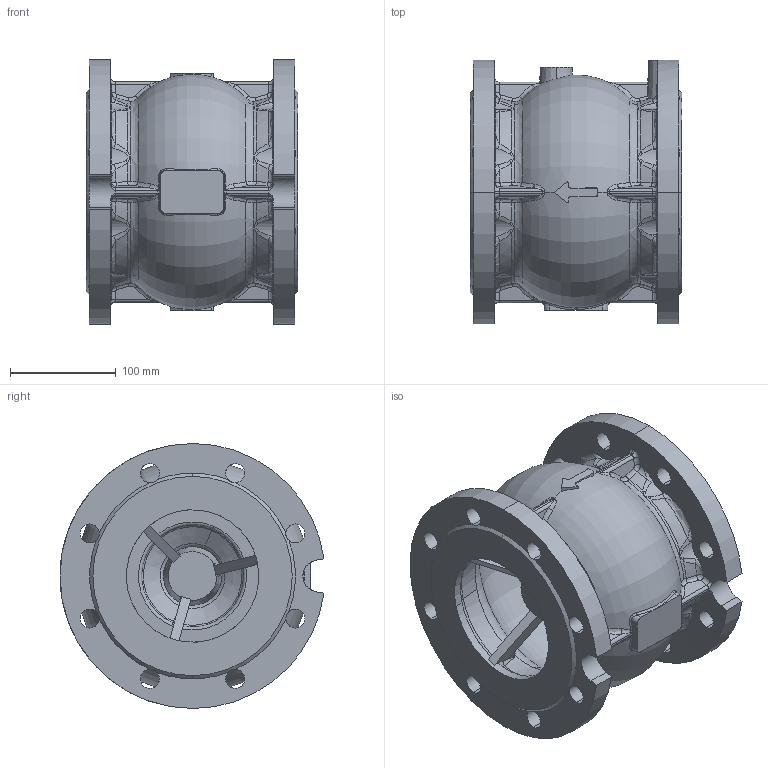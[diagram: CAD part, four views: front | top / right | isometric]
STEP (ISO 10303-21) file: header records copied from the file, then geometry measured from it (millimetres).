
FILE_DESCRIPTION (( 'STEP AP203' ), '1' );
FILE_NAME ('F5.DN125.STEP', '2012-10-26T15:09:52', ( 'luca.saino' ), ( 'Hewlett-Packard Company' ), 'SwSTEP 2.0', 'SolidWorks 2012', '' );
FILE_SCHEMA (( 'CONFIG_CONTROL_DESIGN' ));
Products named in the file (1): F5.DN125
Bounding box: 200 x 248.96 x 250 mm (x, y, z)
Volume: 2766013.5 mm3; surface area: 482815.7 mm2
Topology: 1 solids, 1 shells, 723 faces, 1894 edges, 1127 vertices
Faces by surface type: bspline 275, cylinder 131, torus 109, plane 107, cone 101
Entity records: 45629 total; most frequent: CARTESIAN_POINT 30456, ORIENTED_EDGE 3716, DIRECTION 2501, EDGE_CURVE 1858, VERTEX_POINT 1127, AXIS2_PLACEMENT_3D 1094, B_SPLINE_CURVE_WITH_KNOTS 822, EDGE_LOOP 757
